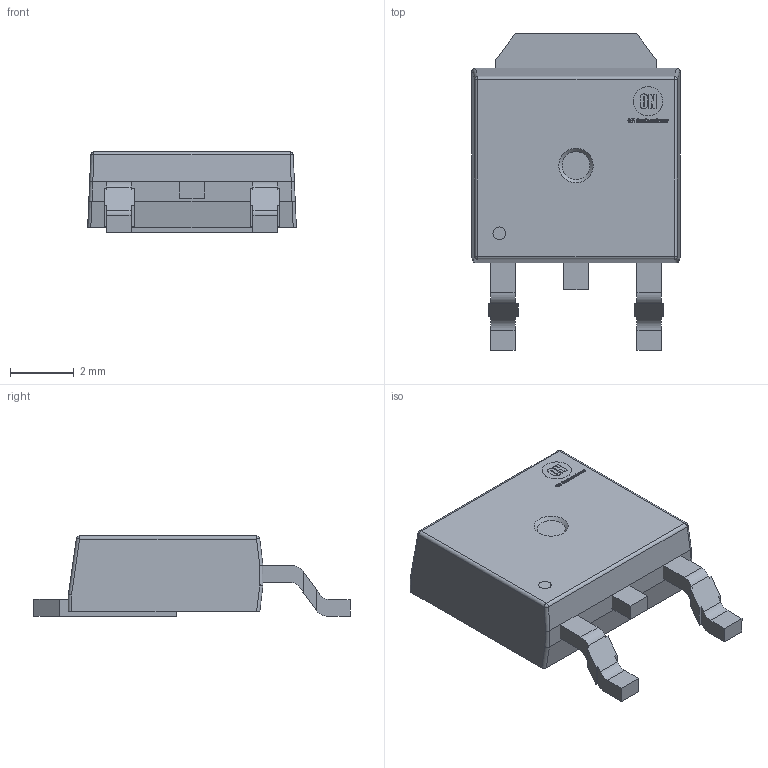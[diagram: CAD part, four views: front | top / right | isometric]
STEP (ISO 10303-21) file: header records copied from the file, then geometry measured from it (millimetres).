
FILE_DESCRIPTION(/* description */ (''),/* implementation_level */ '2;1');
FILE_NAME(/* name */ '1.stp',/* time_stamp */ '2019-12-03T20:19:22+02:00',/* author */ ('Khaled'),/* organization */ (''),/* preprocessor_version */ 'ST-DEVELOPER v17.2',/* originating_system */ 'Autodesk Inventor 2019',/* authorisation */ '');
FILE_SCHEMA (('AUTOMOTIVE_DESIGN { 1 0 10303 214 3 1 1 }'));
Length unit declared in the file: millimetre
Products named in the file (5): 1; 1_1; 2; ON Semi Logo; ON Semiconductor
Assembly tree (4 placements, depth 2):
  1
    1_1
    2
    ON Semi Logo
    ON Semiconductor
Bounding box: 6.54 x 9.9 x 2.51 mm (x, y, z)
Volume: 105.7 mm3; surface area: 211 mm2
Topology: 24 solids, 24 shells, 443 faces, 1170 edges, 776 vertices
Faces by surface type: plane 217, bspline 198, cylinder 23, sphere 4, cone 1
Full cylindrical faces by diameter (mm): 0.392 x1
Entity records: 14853 total; most frequent: CARTESIAN_POINT 4726, ORIENTED_EDGE 2340, DIRECTION 1498, EDGE_CURVE 1170, VERTEX_POINT 776, LINE 722, VECTOR 722, EDGE_LOOP 458
